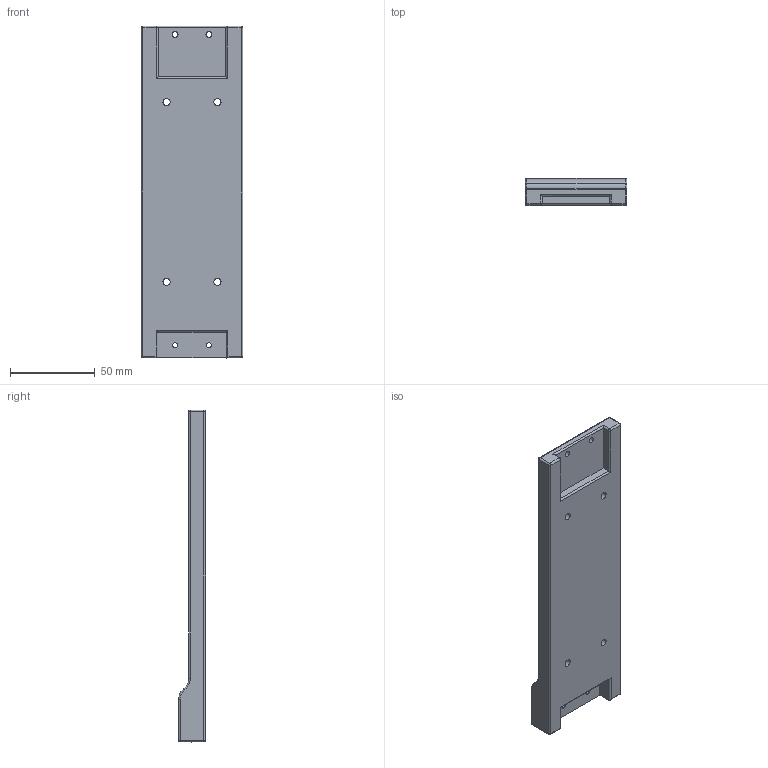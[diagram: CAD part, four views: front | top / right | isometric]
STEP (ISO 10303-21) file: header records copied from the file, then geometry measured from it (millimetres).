
FILE_DESCRIPTION(/* description */ (''),/* implementation_level */ '2;1');
FILE_NAME(/* name */ 'Azimuth Pivot Frame A.step',/* time_stamp */ '2022-06-30T13:11:00-04:00',/* author */ (''),/* organization */ (''),/* preprocessor_version */ 'ST-DEVELOPER v19',/* originating_system */ 'Autodesk Translation Framework v11.7.0.108',/* authorisation */ '');
FILE_SCHEMA (('AUTOMOTIVE_DESIGN { 1 0 10303 214 3 1 1 }'));
Length unit declared in the file: millimetre
Products named in the file (1): Azimuth Pivot Frame
Bounding box: 60 x 16 x 196 mm (x, y, z)
Volume: 116070.9 mm3; surface area: 30121.1 mm2
Topology: 1 solids, 1 shells, 84 faces, 192 edges, 112 vertices
Faces by surface type: cylinder 35, plane 29, sphere 10, torus 6, cone 4
Full cylindrical faces by diameter (mm): 3 x2, 3.5 x2, 4.25 x4
Entity records: 2402 total; most frequent: DIRECTION 440, CARTESIAN_POINT 389, ORIENTED_EDGE 384, EDGE_CURVE 192, AXIS2_PLACEMENT_3D 163, LINE 114, VECTOR 114, VERTEX_POINT 112
